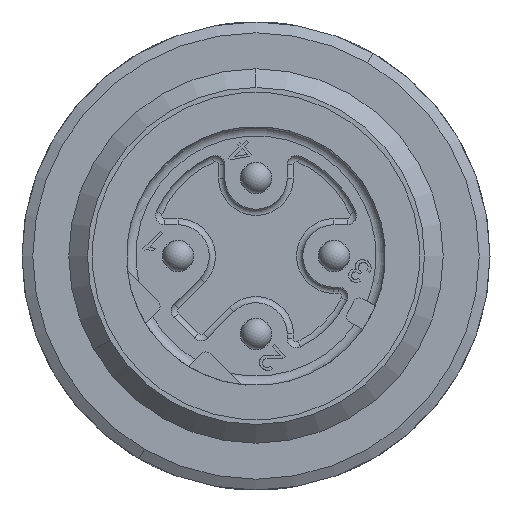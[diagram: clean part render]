
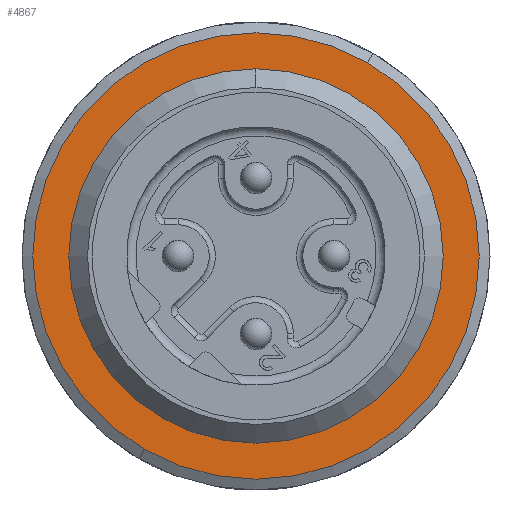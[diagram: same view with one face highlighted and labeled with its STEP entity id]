
A CAD part, left-side view. The second image highlights one B-rep face of the part: STEP entity #4867.
In plain terms, the highlighted planar face has unit normal (-1, 0, 0).
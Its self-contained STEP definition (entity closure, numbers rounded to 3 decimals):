
#202=PLANE('',#10287);
#419=FACE_BOUND('',#1381,.F.);
#779=FACE_OUTER_BOUND('',#1382,.F.);
#1381=EDGE_LOOP('',(#3204,#3205));
#1382=EDGE_LOOP('',(#3206,#3207));
#3204=ORIENTED_EDGE('',*,*,#8004,.T.);
#3205=ORIENTED_EDGE('',*,*,#8003,.T.);
#3206=ORIENTED_EDGE('',*,*,#8006,.F.);
#3207=ORIENTED_EDGE('',*,*,#8005,.F.);
#4867=ADVANCED_FACE('',(#419,#779),#202,.T.);
#7133=CIRCLE('',#9870,6.);
#7134=CIRCLE('',#9871,6.);
#7135=CIRCLE('',#9872,7.154);
#7136=CIRCLE('',#9873,7.154);
#8003=EDGE_CURVE('',#9156,#9155,#7133,.T.);
#8004=EDGE_CURVE('',#9155,#9156,#7134,.T.);
#8005=EDGE_CURVE('',#9154,#9153,#7135,.T.);
#8006=EDGE_CURVE('',#9153,#9154,#7136,.T.);
#9153=VERTEX_POINT('',#13144);
#9154=VERTEX_POINT('',#13145);
#9155=VERTEX_POINT('',#13146);
#9156=VERTEX_POINT('',#13147);
#9870=AXIS2_PLACEMENT_3D('',#16919,#11120,#11121);
#9871=AXIS2_PLACEMENT_3D('',#16920,#11122,#11123);
#9872=AXIS2_PLACEMENT_3D('',#16921,#11124,#11125);
#9873=AXIS2_PLACEMENT_3D('',#16922,#11126,#11127);
#10287=AXIS2_PLACEMENT_3D('',#23563,#12231,#12232);
#11120=DIRECTION('',(-1.,0.,0.));
#11121=DIRECTION('',(0.,0.,1.));
#11122=DIRECTION('',(-1.,0.,0.));
#11123=DIRECTION('',(0.,0.5,-0.866));
#11124=DIRECTION('',(-1.,0.,0.));
#11125=DIRECTION('',(0.,-0.5,0.866));
#11126=DIRECTION('',(-1.,0.,0.));
#11127=DIRECTION('',(0.,0.5,-0.866));
#12231=DIRECTION('',(-1.,0.,0.));
#12232=DIRECTION('',(0.,0.5,-0.866));
#13144=CARTESIAN_POINT('',(49.101,3.577,-6.195));
#13145=CARTESIAN_POINT('',(49.101,-3.577,6.195));
#13146=CARTESIAN_POINT('',(49.101,3.,-5.196));
#13147=CARTESIAN_POINT('',(49.101,0.,6.));
#16919=CARTESIAN_POINT('',(49.101,0.,0.));
#16920=CARTESIAN_POINT('',(49.101,0.,0.));
#16921=CARTESIAN_POINT('',(49.101,0.,0.));
#16922=CARTESIAN_POINT('',(49.101,0.,0.));
#23563=CARTESIAN_POINT('',(49.101,2.846,10.73));
